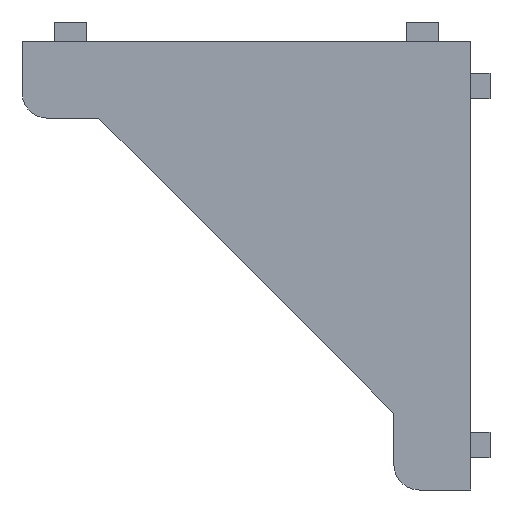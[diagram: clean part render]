
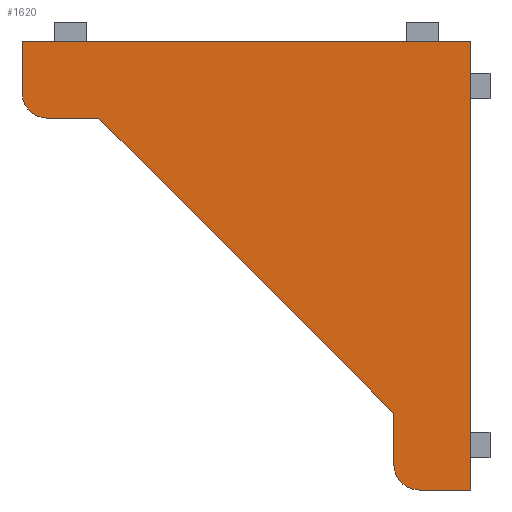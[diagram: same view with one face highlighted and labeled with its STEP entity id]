
A CAD part, left-side view. The second image highlights one B-rep face of the part: STEP entity #1620.
In plain terms, the highlighted planar face has unit normal (-1, 0, 0).
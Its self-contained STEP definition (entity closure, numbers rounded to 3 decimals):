
#11 = EDGE_CURVE ( 'NONE', #75, #2241, #1712, .T. ) ;
#22 = EDGE_CURVE ( 'NONE', #2222, #80, #1741, .T. ) ;
#29 = EDGE_CURVE ( 'NONE', #80, #75, #1758, .T. ) ;
#44 = CARTESIAN_POINT ( 'NONE',  ( 0., 0., -35. ) ) ;
#75 = VERTEX_POINT ( 'NONE', #1524 ) ;
#80 = VERTEX_POINT ( 'NONE', #44 ) ;
#189 = CARTESIAN_POINT ( 'NONE',  ( 0., 17.5, -6. ) ) ;
#190 = DIRECTION ( 'NONE',  ( 0., -1., 0. ) ) ;
#226 = PLANE ( 'NONE',  #2173 ) ;
#227 = CARTESIAN_POINT ( 'NONE',  ( 0., 0., -35. ) ) ;
#228 = DIRECTION ( 'NONE',  ( -1., 0., 0. ) ) ;
#229 = DIRECTION ( 'NONE',  ( 0., 0., 1. ) ) ;
#286 = CARTESIAN_POINT ( 'NONE',  ( 0., 35., -4. ) ) ;
#287 = CARTESIAN_POINT ( 'NONE',  ( 0., 33., -6. ) ) ;
#293 = CARTESIAN_POINT ( 'NONE',  ( 0., 6., -29. ) ) ;
#296 = CARTESIAN_POINT ( 'NONE',  ( 0., 6., -33. ) ) ;
#301 = CARTESIAN_POINT ( 'NONE',  ( 0., 4., -35. ) ) ;
#315 = CARTESIAN_POINT ( 'NONE',  ( 0., 29., -6. ) ) ;
#320 = CARTESIAN_POINT ( 'NONE',  ( 0., 35., 0. ) ) ;
#328 = CARTESIAN_POINT ( 'NONE',  ( 0., 33., -4. ) ) ;
#329 = DIRECTION ( 'NONE',  ( -1., 0., 0. ) ) ;
#330 = DIRECTION ( 'NONE',  ( 0., 0., 1. ) ) ;
#339 = CARTESIAN_POINT ( 'NONE',  ( 0., 35., -17.5 ) ) ;
#340 = DIRECTION ( 'NONE',  ( 0., 0., -1. ) ) ;
#346 = CARTESIAN_POINT ( 'NONE',  ( 0., 4., -33. ) ) ;
#347 = DIRECTION ( 'NONE',  ( -1., 0., 0. ) ) ;
#348 = DIRECTION ( 'NONE',  ( 0., 0., 1. ) ) ;
#355 = CARTESIAN_POINT ( 'NONE',  ( 0., 6., -17.5 ) ) ;
#356 = DIRECTION ( 'NONE',  ( 0., 0., -1. ) ) ;
#465 = VECTOR ( 'NONE', #2108, 1000. ) ;
#469 = LINE ( 'NONE', #2107, #465 ) ;
#1120 = EDGE_LOOP ( 'NONE', ( #1199, #1200, #1201, #1202, #1203, #1204, #1205, #1206, #1207 ) ) ;
#1199 = ORIENTED_EDGE ( 'NONE', *, *, #1383, .T. ) ;
#1200 = ORIENTED_EDGE ( 'NONE', *, *, #1255, .T. ) ;
#1201 = ORIENTED_EDGE ( 'NONE', *, *, #2259, .T. ) ;
#1202 = ORIENTED_EDGE ( 'NONE', *, *, #2255, .T. ) ;
#1203 = ORIENTED_EDGE ( 'NONE', *, *, #22, .T. ) ;
#1204 = ORIENTED_EDGE ( 'NONE', *, *, #29, .T. ) ;
#1205 = ORIENTED_EDGE ( 'NONE', *, *, #11, .T. ) ;
#1206 = ORIENTED_EDGE ( 'NONE', *, *, #2252, .T. ) ;
#1207 = ORIENTED_EDGE ( 'NONE', *, *, #2247, .T. ) ;
#1255 = EDGE_CURVE ( 'NONE', #2236, #2214, #469, .T. ) ;
#1383 = EDGE_CURVE ( 'NONE', #2208, #2236, #1477, .T. ) ;
#1472 = VECTOR ( 'NONE', #356, 1000. ) ;
#1473 = LINE ( 'NONE', #355, #1472 ) ;
#1476 = VECTOR ( 'NONE', #190, 1000. ) ;
#1477 = LINE ( 'NONE', #189, #1476 ) ;
#1482 = CIRCLE ( 'NONE', #2167, 2. ) ;
#1488 = VECTOR ( 'NONE', #340, 1000. ) ;
#1491 = LINE ( 'NONE', #339, #1488 ) ;
#1499 = CIRCLE ( 'NONE', #2169, 2. ) ;
#1508 = FACE_OUTER_BOUND ( 'NONE', #1120, .T. ) ;
#1524 = CARTESIAN_POINT ( 'NONE',  ( 0., 0., 0. ) ) ;
#1620 = ADVANCED_FACE ( 'NONE', ( #1508 ), #226, .T. ) ;
#1712 = LINE ( 'NONE', #1998, #1713 ) ;
#1713 = VECTOR ( 'NONE', #1996, 1000. ) ;
#1741 = LINE ( 'NONE', #1993, #1743 ) ;
#1743 = VECTOR ( 'NONE', #1988, 1000. ) ;
#1758 = LINE ( 'NONE', #1940, #1760 ) ;
#1760 = VECTOR ( 'NONE', #1939, 1000. ) ;
#1939 = DIRECTION ( 'NONE',  ( 0., 0., 1. ) ) ;
#1940 = CARTESIAN_POINT ( 'NONE',  ( 0., 0., -17.5 ) ) ;
#1988 = DIRECTION ( 'NONE',  ( 0., -1., 0. ) ) ;
#1993 = CARTESIAN_POINT ( 'NONE',  ( 0., 17.5, -35. ) ) ;
#1996 = DIRECTION ( 'NONE',  ( 0., 1., 0. ) ) ;
#1998 = CARTESIAN_POINT ( 'NONE',  ( 0., 17.5, 0. ) ) ;
#2107 = CARTESIAN_POINT ( 'NONE',  ( 0., 29., -6. ) ) ;
#2108 = DIRECTION ( 'NONE',  ( 0., -0.707, -0.707 ) ) ;
#2167 = AXIS2_PLACEMENT_3D ( 'NONE', #346, #347, #348 ) ;
#2169 = AXIS2_PLACEMENT_3D ( 'NONE', #328, #329, #330 ) ;
#2173 = AXIS2_PLACEMENT_3D ( 'NONE', #227, #228, #229 ) ;
#2207 = VERTEX_POINT ( 'NONE', #286 ) ;
#2208 = VERTEX_POINT ( 'NONE', #287 ) ;
#2214 = VERTEX_POINT ( 'NONE', #293 ) ;
#2217 = VERTEX_POINT ( 'NONE', #296 ) ;
#2222 = VERTEX_POINT ( 'NONE', #301 ) ;
#2236 = VERTEX_POINT ( 'NONE', #315 ) ;
#2241 = VERTEX_POINT ( 'NONE', #320 ) ;
#2247 = EDGE_CURVE ( 'NONE', #2207, #2208, #1499, .T. ) ;
#2252 = EDGE_CURVE ( 'NONE', #2241, #2207, #1491, .T. ) ;
#2255 = EDGE_CURVE ( 'NONE', #2217, #2222, #1482, .T. ) ;
#2259 = EDGE_CURVE ( 'NONE', #2214, #2217, #1473, .T. ) ;
